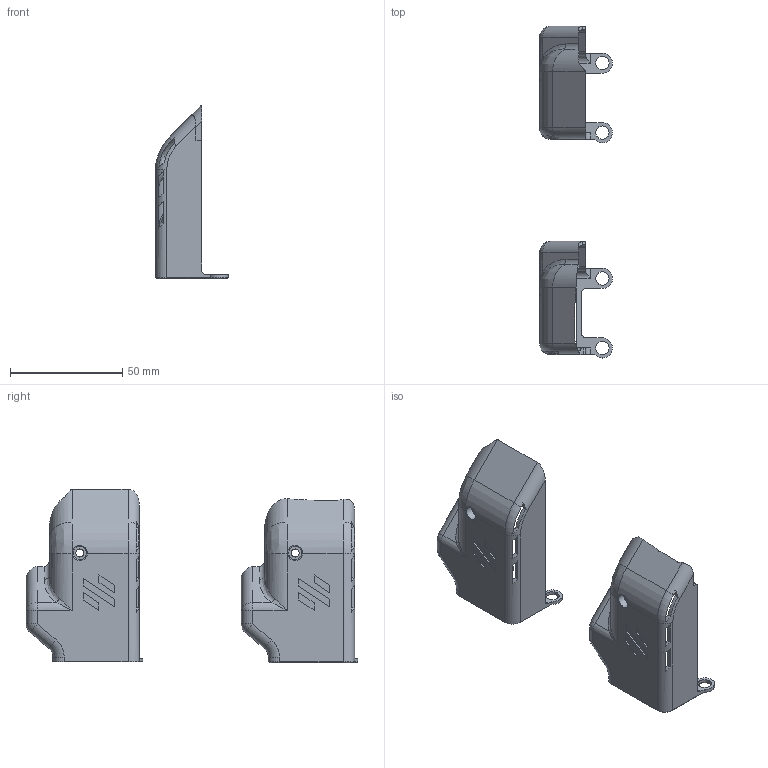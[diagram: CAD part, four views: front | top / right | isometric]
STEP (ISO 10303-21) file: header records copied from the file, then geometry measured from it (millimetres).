
FILE_DESCRIPTION(/* description */ (''),/* implementation_level */ '2;1');
FILE_NAME(/* name */ 'Afterburner-PCBCover-AirVents v2.step',/* time_stamp */ '2021-09-28T13:32:29-04:00',/* author */ (''),/* organization */ (''),/* preprocessor_version */ 'ST-DEVELOPER v18.1',/* originating_system */ 'Autodesk Translation Framework v10.10.0.1391',/* authorisation */ '');
FILE_SCHEMA (('AUTOMOTIVE_DESIGN { 1 0 10303 214 3 1 1 }'));
Length unit declared in the file: millimetre
Products named in the file (1): Afterburner-PCBCover-AirVents
Bounding box: 32.5 x 148 x 77.4 mm (x, y, z)
Volume: 19472.7 mm3; surface area: 26745.2 mm2
Topology: 4 solids, 4 shells, 297 faces, 807 edges, 486 vertices
Faces by surface type: plane 139, cylinder 94, bspline 26, torus 18, sphere 12, cone 8
Full cylindrical faces by diameter (mm): 3.6 x4, 6 x8
Entity records: 17197 total; most frequent: CARTESIAN_POINT 9744, ORIENTED_EDGE 1570, DIRECTION 1536, EDGE_CURVE 785, AXIS2_PLACEMENT_3D 549, VERTEX_POINT 486, LINE 438, VECTOR 438
